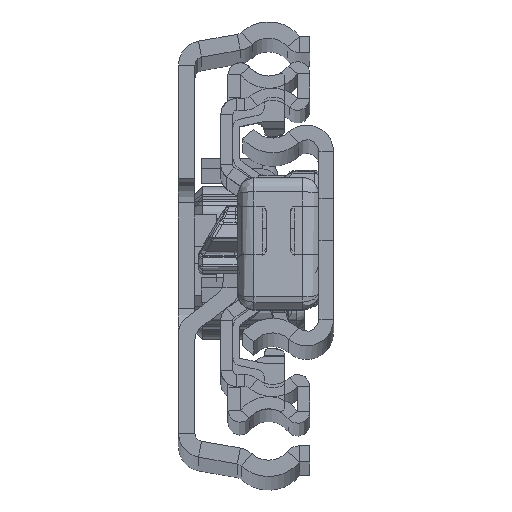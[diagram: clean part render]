
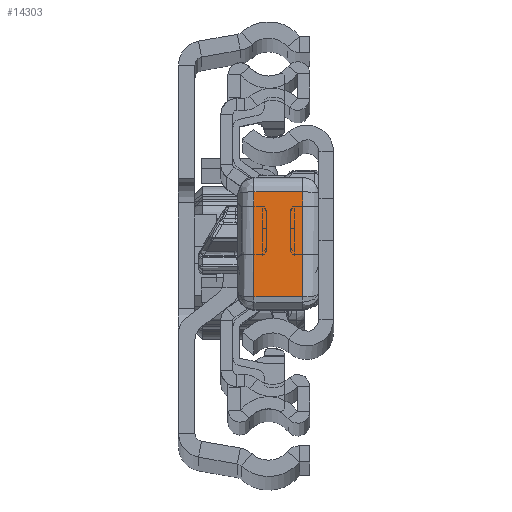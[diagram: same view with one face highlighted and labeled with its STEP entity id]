
A CAD part, top view. The second image highlights one B-rep face of the part: STEP entity #14303.
In plain terms, the highlighted face is planar.
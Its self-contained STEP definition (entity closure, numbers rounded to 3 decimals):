
#91 = CARTESIAN_POINT ( 'NONE',  ( 39.636, 0.361, 5.5 ) ) ;
#617 = CARTESIAN_POINT ( 'NONE',  ( 39.636, 0., 2. ) ) ;
#1321 = ORIENTED_EDGE ( 'NONE', *, *, #58095, .T. ) ;
#3908 = CARTESIAN_POINT ( 'NONE',  ( 39.636, -12.609, 5.5 ) ) ;
#4746 = CARTESIAN_POINT ( 'NONE',  ( 39.636, 0., 8. ) ) ;
#13506 = LINE ( 'NONE', #4746, #15058 ) ;
#13600 = VERTEX_POINT ( 'NONE', #48554 ) ;
#14159 = VECTOR ( 'NONE', #55733, 1000. ) ;
#14303 = ADVANCED_FACE ( 'NONE', ( #35978 ), #32220, .F. ) ;
#15058 = VECTOR ( 'NONE', #29054, 1000. ) ;
#15262 = LINE ( 'NONE', #91, #14159 ) ;
#15455 = LINE ( 'NONE', #617, #22992 ) ;
#15687 = CARTESIAN_POINT ( 'NONE',  ( 39.636, 0., 5.5 ) ) ;
#16012 = VERTEX_POINT ( 'NONE', #30434 ) ;
#18704 = EDGE_CURVE ( 'NONE', #37364, #47621, #13506, .T. ) ;
#19053 = ORIENTED_EDGE ( 'NONE', *, *, #30247, .T. ) ;
#21175 = DIRECTION ( 'NONE',  ( 0., 1., 0. ) ) ;
#22992 = VECTOR ( 'NONE', #21175, 1000. ) ;
#29054 = DIRECTION ( 'NONE',  ( 0., -1., 0. ) ) ;
#30247 = EDGE_CURVE ( 'NONE', #47621, #16012, #59206, .T. ) ;
#30434 = CARTESIAN_POINT ( 'NONE',  ( 39.636, -12.609, 2. ) ) ;
#30858 = AXIS2_PLACEMENT_3D ( 'NONE', #15687, #30924, #51481 ) ;
#30924 = DIRECTION ( 'NONE',  ( -1., 0., 0. ) ) ;
#31751 = EDGE_CURVE ( 'NONE', #13600, #37364, #15262, .T. ) ;
#32220 = PLANE ( 'NONE',  #30858 ) ;
#35160 = CARTESIAN_POINT ( 'NONE',  ( 39.636, -12.609, 8. ) ) ;
#35978 = FACE_OUTER_BOUND ( 'NONE', #56155, .T. ) ;
#37364 = VERTEX_POINT ( 'NONE', #54483 ) ;
#44395 = VECTOR ( 'NONE', #64282, 1000. ) ;
#46590 = ORIENTED_EDGE ( 'NONE', *, *, #18704, .T. ) ;
#47621 = VERTEX_POINT ( 'NONE', #35160 ) ;
#48554 = CARTESIAN_POINT ( 'NONE',  ( 39.636, 0.361, 2. ) ) ;
#51481 = DIRECTION ( 'NONE',  ( 0., 0., -1. ) ) ;
#54483 = CARTESIAN_POINT ( 'NONE',  ( 39.636, 0.361, 8. ) ) ;
#55733 = DIRECTION ( 'NONE',  ( 0., 0., 1. ) ) ;
#56155 = EDGE_LOOP ( 'NONE', ( #1321, #64118, #46590, #19053 ) ) ;
#58095 = EDGE_CURVE ( 'NONE', #16012, #13600, #15455, .T. ) ;
#59206 = LINE ( 'NONE', #3908, #44395 ) ;
#64118 = ORIENTED_EDGE ( 'NONE', *, *, #31751, .T. ) ;
#64282 = DIRECTION ( 'NONE',  ( 0., 0., -1. ) ) ;
